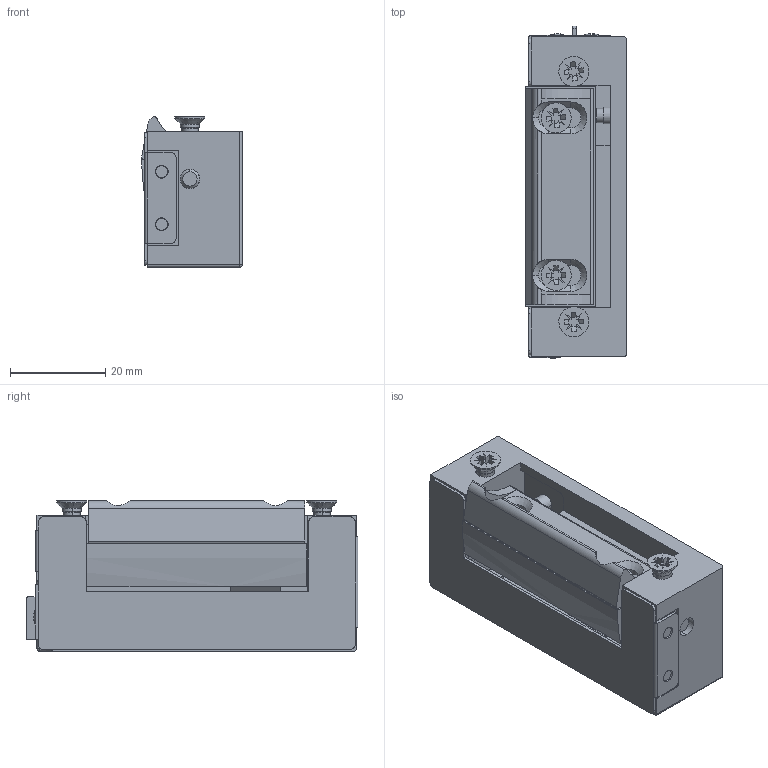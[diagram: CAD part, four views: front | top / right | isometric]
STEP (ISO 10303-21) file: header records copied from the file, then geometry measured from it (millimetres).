
FILE_DESCRIPTION (( 'STEP AP214' ), '1' );
FILE_NAME ('SE2MI.STEP', '2021-07-30T13:19:20', ( '' ), ( '' ), 'SwSTEP 2.0', 'SolidWorks 2020', '' );
FILE_SCHEMA (( 'AUTOMOTIVE_DESIGN' ));
Length unit declared in the file: millimetre
Products named in the file (9): PP0303-BORNIER; MP0851-CASING; MP0849-AXIS; ISO 7045 - M3 x 4 - Z --- 4S_ISO 7045 - M3 x 4 - Z --- 4S; MP0853-COVER; SE2MI; MP0855-LATCH; MP0854-LATCH SUPPORT; DIN7500M-M4x6 MODIF
Assembly tree (12 placements, depth 2):
  SE2MI
    MP0851-CASING
    MP0849-AXIS
    MP0853-COVER
    PP0303-BORNIER
    MP0854-LATCH SUPPORT
    MP0855-LATCH
    DIN7500M-M4x6 MODIF  x4
    ISO 7045 - M3 x 4 - Z --- 4S_ISO 7045 - M3 x 4 - Z --- 4S  x2
Bounding box: 21.1 x 69.6 x 31.51 mm (x, y, z)
Volume: 24776.9 mm3; surface area: 19769.3 mm2
Topology: 12 solids, 12 shells, 582 faces, 1474 edges, 918 vertices
Faces by surface type: plane 298, cylinder 139, cone 130, torus 8, sphere 7
Entity records: 11707 total; most frequent: CARTESIAN_POINT 2045, DIRECTION 1970, ORIENTED_EDGE 1846, EDGE_CURVE 923, AXIS2_PLACEMENT_3D 695, LINE 580, VECTOR 580, VERTEX_POINT 578
